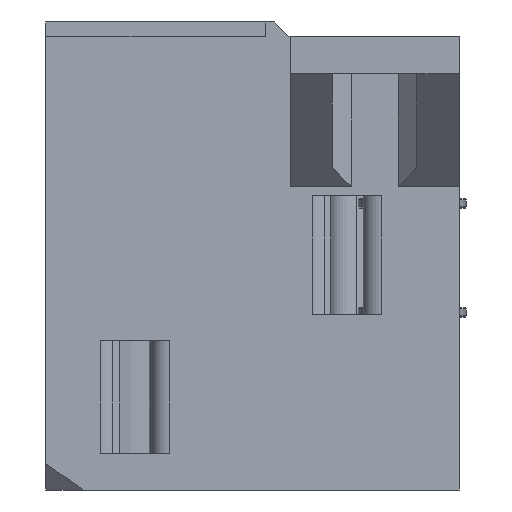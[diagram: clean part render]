
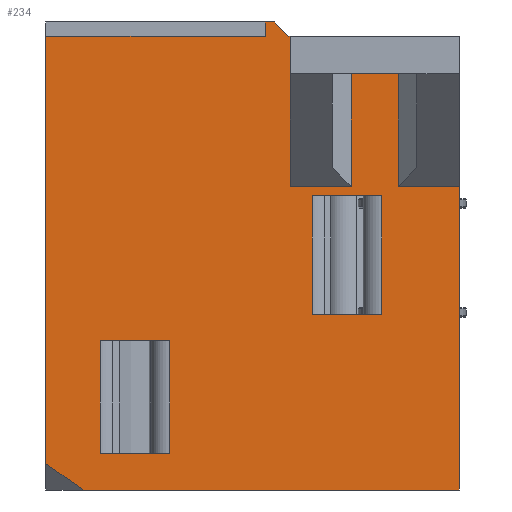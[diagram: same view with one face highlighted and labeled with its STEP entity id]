
A CAD part, left-side view. The second image highlights one B-rep face of the part: STEP entity #234.
In plain terms, the highlighted planar face has unit normal (-1, 0, 0).
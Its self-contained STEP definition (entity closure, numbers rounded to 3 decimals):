
#234=ADVANCED_FACE('',(#922,#923,#924),#378,.F.);
#378=PLANE('',#2837);
#456=LINE('',#3949,#678);
#486=LINE('',#4053,#708);
#494=LINE('',#4069,#716);
#495=LINE('',#4071,#717);
#496=LINE('',#4073,#718);
#497=LINE('',#4075,#719);
#498=LINE('',#4077,#720);
#499=LINE('',#4079,#721);
#500=LINE('',#4081,#722);
#501=LINE('',#4083,#723);
#502=LINE('',#4085,#724);
#503=LINE('',#4087,#725);
#504=LINE('',#4089,#726);
#505=LINE('',#4091,#727);
#506=LINE('',#4093,#728);
#507=LINE('',#4094,#729);
#508=LINE('',#4097,#730);
#509=LINE('',#4099,#731);
#510=LINE('',#4101,#732);
#511=LINE('',#4102,#733);
#512=LINE('',#4105,#734);
#513=LINE('',#4107,#735);
#514=LINE('',#4109,#736);
#678=VECTOR('',#3117,1.);
#708=VECTOR('',#3197,1.);
#716=VECTOR('',#3207,1.);
#717=VECTOR('',#3208,1.);
#718=VECTOR('',#3209,1.);
#719=VECTOR('',#3210,1.);
#720=VECTOR('',#3211,1.);
#721=VECTOR('',#3212,1.);
#722=VECTOR('',#3213,1.);
#723=VECTOR('',#3214,1.);
#724=VECTOR('',#3215,1.);
#725=VECTOR('',#3216,1.);
#726=VECTOR('',#3217,1.);
#727=VECTOR('',#3218,1.);
#728=VECTOR('',#3219,1.);
#729=VECTOR('',#3220,1.);
#730=VECTOR('',#3221,1.);
#731=VECTOR('',#3222,1.);
#732=VECTOR('',#3223,1.);
#733=VECTOR('',#3224,1.);
#734=VECTOR('',#3225,1.);
#735=VECTOR('',#3226,1.);
#736=VECTOR('',#3227,1.);
#922=FACE_BOUND('',#1033,.T.);
#923=FACE_BOUND('',#1034,.T.);
#924=FACE_BOUND('',#1035,.T.);
#1033=EDGE_LOOP('',(#1289,#1290,#1291,#1292,#1293,#1294,#1295,#1296,#1297,
#1298,#1299,#1300,#1301,#1302,#1303));
#1034=EDGE_LOOP('',(#1304,#1305,#1306,#1307));
#1035=EDGE_LOOP('',(#1308,#1309,#1310,#1311));
#1289=ORIENTED_EDGE('',*,*,#2328,.T.);
#1290=ORIENTED_EDGE('',*,*,#2269,.F.);
#1291=ORIENTED_EDGE('',*,*,#2320,.T.);
#1292=ORIENTED_EDGE('',*,*,#2329,.F.);
#1293=ORIENTED_EDGE('',*,*,#2330,.T.);
#1294=ORIENTED_EDGE('',*,*,#2331,.T.);
#1295=ORIENTED_EDGE('',*,*,#2332,.F.);
#1296=ORIENTED_EDGE('',*,*,#2333,.F.);
#1297=ORIENTED_EDGE('',*,*,#2334,.F.);
#1298=ORIENTED_EDGE('',*,*,#2335,.F.);
#1299=ORIENTED_EDGE('',*,*,#2336,.F.);
#1300=ORIENTED_EDGE('',*,*,#2337,.F.);
#1301=ORIENTED_EDGE('',*,*,#2338,.F.);
#1302=ORIENTED_EDGE('',*,*,#2339,.F.);
#1303=ORIENTED_EDGE('',*,*,#2340,.F.);
#1304=ORIENTED_EDGE('',*,*,#2341,.T.);
#1305=ORIENTED_EDGE('',*,*,#2342,.T.);
#1306=ORIENTED_EDGE('',*,*,#2343,.F.);
#1307=ORIENTED_EDGE('',*,*,#2344,.F.);
#1308=ORIENTED_EDGE('',*,*,#2345,.F.);
#1309=ORIENTED_EDGE('',*,*,#2346,.T.);
#1310=ORIENTED_EDGE('',*,*,#2347,.T.);
#1311=ORIENTED_EDGE('',*,*,#2348,.F.);
#1995=VERTEX_POINT('',#3948);
#1996=VERTEX_POINT('',#3950);
#2045=VERTEX_POINT('',#4054);
#2052=VERTEX_POINT('',#4070);
#2053=VERTEX_POINT('',#4072);
#2054=VERTEX_POINT('',#4074);
#2055=VERTEX_POINT('',#4076);
#2056=VERTEX_POINT('',#4078);
#2057=VERTEX_POINT('',#4080);
#2058=VERTEX_POINT('',#4082);
#2059=VERTEX_POINT('',#4084);
#2060=VERTEX_POINT('',#4086);
#2061=VERTEX_POINT('',#4088);
#2062=VERTEX_POINT('',#4090);
#2063=VERTEX_POINT('',#4092);
#2064=VERTEX_POINT('',#4095);
#2065=VERTEX_POINT('',#4096);
#2066=VERTEX_POINT('',#4098);
#2067=VERTEX_POINT('',#4100);
#2068=VERTEX_POINT('',#4103);
#2069=VERTEX_POINT('',#4104);
#2070=VERTEX_POINT('',#4106);
#2071=VERTEX_POINT('',#4108);
#2269=EDGE_CURVE('',#1995,#1996,#456,.T.);
#2320=EDGE_CURVE('',#1995,#2045,#486,.T.);
#2328=EDGE_CURVE('',#2052,#1996,#494,.T.);
#2329=EDGE_CURVE('',#2053,#2045,#495,.T.);
#2330=EDGE_CURVE('',#2053,#2054,#496,.T.);
#2331=EDGE_CURVE('',#2054,#2055,#497,.T.);
#2332=EDGE_CURVE('',#2056,#2055,#498,.T.);
#2333=EDGE_CURVE('',#2057,#2056,#499,.T.);
#2334=EDGE_CURVE('',#2058,#2057,#500,.T.);
#2335=EDGE_CURVE('',#2059,#2058,#501,.T.);
#2336=EDGE_CURVE('',#2060,#2059,#502,.T.);
#2337=EDGE_CURVE('',#2061,#2060,#503,.T.);
#2338=EDGE_CURVE('',#2062,#2061,#504,.T.);
#2339=EDGE_CURVE('',#2063,#2062,#505,.T.);
#2340=EDGE_CURVE('',#2052,#2063,#506,.T.);
#2341=EDGE_CURVE('',#2064,#2065,#507,.T.);
#2342=EDGE_CURVE('',#2065,#2066,#508,.T.);
#2343=EDGE_CURVE('',#2067,#2066,#509,.T.);
#2344=EDGE_CURVE('',#2064,#2067,#510,.T.);
#2345=EDGE_CURVE('',#2068,#2069,#511,.T.);
#2346=EDGE_CURVE('',#2068,#2070,#512,.T.);
#2347=EDGE_CURVE('',#2070,#2071,#513,.T.);
#2348=EDGE_CURVE('',#2069,#2071,#514,.T.);
#2837=AXIS2_PLACEMENT_3D('',#4110,#3228,#3229);
#3117=DIRECTION('',(0.,1.,0.));
#3197=DIRECTION('',(0.,0.,1.));
#3207=DIRECTION('',(0.,-0.816,-0.577));
#3208=DIRECTION('',(0.,-1.,0.));
#3209=DIRECTION('',(0.,0.,1.));
#3210=DIRECTION('',(0.,1.,0.));
#3211=DIRECTION('',(0.,0.,1.));
#3212=DIRECTION('',(0.,-1.,0.));
#3213=DIRECTION('',(0.,0.,-1.));
#3214=DIRECTION('',(0.,-1.,0.));
#3215=DIRECTION('',(0.,-0.707,-0.707));
#3216=DIRECTION('',(0.,-1.,0.));
#3217=DIRECTION('',(0.,0.,1.));
#3218=DIRECTION('',(0.,-1.,0.));
#3219=DIRECTION('',(0.,0.,1.));
#3220=DIRECTION('',(0.,1.,0.));
#3221=DIRECTION('',(0.,0.,1.));
#3222=DIRECTION('',(0.,1.,0.));
#3223=DIRECTION('',(0.,0.,1.));
#3224=DIRECTION('',(0.,0.,1.));
#3225=DIRECTION('',(0.,1.,0.));
#3226=DIRECTION('',(0.,0.,1.));
#3227=DIRECTION('',(0.,1.,0.));
#3228=DIRECTION('',(1.,0.,0.));
#3229=DIRECTION('',(0.,-1.,0.));
#3948=CARTESIAN_POINT('',(527.895,154.,-283.3));
#3949=CARTESIAN_POINT('',(527.895,160.,-283.3));
#3950=CARTESIAN_POINT('',(527.895,194.,-283.3));
#4053=CARTESIAN_POINT('',(527.895,154.,-283.3));
#4054=CARTESIAN_POINT('',(527.895,154.,-251.));
#4069=CARTESIAN_POINT('',(527.895,188.134,-287.448));
#4070=CARTESIAN_POINT('',(527.895,198.,-280.472));
#4071=CARTESIAN_POINT('',(527.895,342.1,-251.));
#4072=CARTESIAN_POINT('',(527.895,160.5,-251.));
#4073=CARTESIAN_POINT('',(527.895,160.5,-287.73));
#4074=CARTESIAN_POINT('',(527.895,160.5,-239.));
#4075=CARTESIAN_POINT('',(527.895,160.5,-239.));
#4076=CARTESIAN_POINT('',(527.895,165.5,-239.));
#4077=CARTESIAN_POINT('',(527.895,165.5,-287.73));
#4078=CARTESIAN_POINT('',(527.895,165.5,-251.));
#4079=CARTESIAN_POINT('',(527.895,342.1,-251.));
#4080=CARTESIAN_POINT('',(527.895,172.,-251.));
#4081=CARTESIAN_POINT('',(527.895,172.,-247.66));
#4082=CARTESIAN_POINT('',(527.895,172.,-235.));
#4083=CARTESIAN_POINT('',(527.895,160.,-235.));
#4084=CARTESIAN_POINT('',(527.895,172.121,-235.));
#4085=CARTESIAN_POINT('',(527.895,173.621,-233.5));
#4086=CARTESIAN_POINT('',(527.895,173.621,-233.5));
#4087=CARTESIAN_POINT('',(527.895,174.621,-233.5));
#4088=CARTESIAN_POINT('',(527.895,174.621,-233.5));
#4089=CARTESIAN_POINT('',(527.895,174.621,-235.));
#4090=CARTESIAN_POINT('',(527.895,174.621,-235.));
#4091=CARTESIAN_POINT('',(527.895,160.,-235.));
#4092=CARTESIAN_POINT('',(527.895,198.,-235.));
#4093=CARTESIAN_POINT('',(527.895,198.,-247.66));
#4094=CARTESIAN_POINT('',(527.895,169.627,-264.6));
#4095=CARTESIAN_POINT('',(527.895,162.239,-264.6));
#4096=CARTESIAN_POINT('',(527.895,169.627,-264.6));
#4097=CARTESIAN_POINT('',(527.895,169.627,-376.74));
#4098=CARTESIAN_POINT('',(527.895,169.627,-252.));
#4099=CARTESIAN_POINT('',(527.895,169.627,-252.));
#4100=CARTESIAN_POINT('',(527.895,162.239,-252.));
#4101=CARTESIAN_POINT('',(527.895,162.239,-376.74));
#4102=CARTESIAN_POINT('',(527.895,184.822,-401.24));
#4103=CARTESIAN_POINT('',(527.895,184.822,-279.4));
#4104=CARTESIAN_POINT('',(527.895,184.822,-267.4));
#4105=CARTESIAN_POINT('',(527.895,160.,-279.4));
#4106=CARTESIAN_POINT('',(527.895,192.21,-279.4));
#4107=CARTESIAN_POINT('',(527.895,192.21,-401.24));
#4108=CARTESIAN_POINT('',(527.895,192.21,-267.4));
#4109=CARTESIAN_POINT('',(527.895,184.822,-267.4));
#4110=CARTESIAN_POINT('',(527.895,160.,-247.66));
